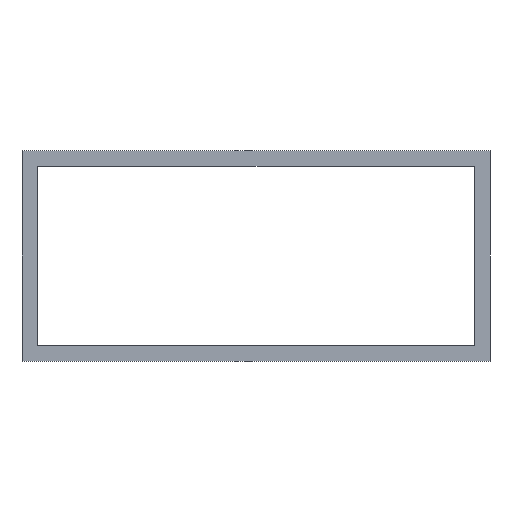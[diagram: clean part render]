
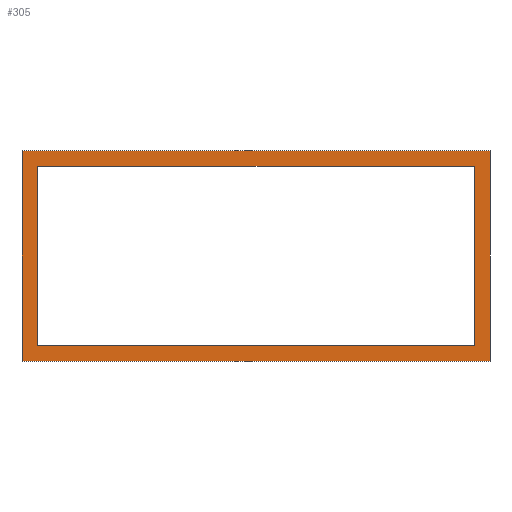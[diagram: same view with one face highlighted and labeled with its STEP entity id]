
A CAD part, front view. The second image highlights one B-rep face of the part: STEP entity #305.
In plain terms, the highlighted planar face has unit normal (0, -1, 0).
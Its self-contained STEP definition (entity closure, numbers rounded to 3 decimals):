
#1 = CARTESIAN_POINT ( 'NONE',  ( -78.9, -4.335, 0. ) ) ;
#6 = ORIENTED_EDGE ( 'NONE', *, *, #223, .F. ) ;
#7 = CARTESIAN_POINT ( 'NONE',  ( -58.9, -4.335, -250. ) ) ;
#10 = VECTOR ( 'NONE', #247, 1000. ) ;
#11 = EDGE_LOOP ( 'NONE', ( #6, #122, #30, #368 ) ) ;
#20 = ORIENTED_EDGE ( 'NONE', *, *, #403, .F. ) ;
#22 = CARTESIAN_POINT ( 'NONE',  ( 501.1, -4.335, -20. ) ) ;
#30 = ORIENTED_EDGE ( 'NONE', *, *, #429, .T. ) ;
#32 = CARTESIAN_POINT ( 'NONE',  ( -58.9, -4.335, -20. ) ) ;
#36 = VERTEX_POINT ( 'NONE', #388 ) ;
#39 = DIRECTION ( 'NONE',  ( 1., 0., 0. ) ) ;
#41 = LINE ( 'NONE', #291, #333 ) ;
#50 = EDGE_CURVE ( 'NONE', #353, #448, #424, .T. ) ;
#68 = CARTESIAN_POINT ( 'NONE',  ( 521.1, -4.335, -270. ) ) ;
#70 = VECTOR ( 'NONE', #406, 1000. ) ;
#72 = CARTESIAN_POINT ( 'NONE',  ( -78.9, -4.335, -270. ) ) ;
#75 = CARTESIAN_POINT ( 'NONE',  ( -78.9, -4.335, -270. ) ) ;
#103 = EDGE_CURVE ( 'NONE', #383, #414, #460, .T. ) ;
#104 = CARTESIAN_POINT ( 'NONE',  ( -58.9, -4.335, -20. ) ) ;
#107 = AXIS2_PLACEMENT_3D ( 'NONE', #434, #399, #219 ) ;
#116 = EDGE_CURVE ( 'NONE', #448, #319, #216, .T. ) ;
#122 = ORIENTED_EDGE ( 'NONE', *, *, #103, .F. ) ;
#125 = VECTOR ( 'NONE', #286, 1000. ) ;
#163 = DIRECTION ( 'NONE',  ( 0., 0., 1. ) ) ;
#169 = EDGE_CURVE ( 'NONE', #357, #36, #41, .T. ) ;
#186 = LINE ( 'NONE', #7, #373 ) ;
#188 = VERTEX_POINT ( 'NONE', #360 ) ;
#193 = VECTOR ( 'NONE', #227, 1000. ) ;
#195 = ORIENTED_EDGE ( 'NONE', *, *, #422, .F. ) ;
#208 = LINE ( 'NONE', #32, #70 ) ;
#216 = LINE ( 'NONE', #22, #478 ) ;
#219 = DIRECTION ( 'NONE',  ( 1., 0., 0. ) ) ;
#223 = EDGE_CURVE ( 'NONE', #414, #36, #363, .T. ) ;
#227 = DIRECTION ( 'NONE',  ( 1., 0., 0. ) ) ;
#247 = DIRECTION ( 'NONE',  ( 1., 0., 0. ) ) ;
#256 = CARTESIAN_POINT ( 'NONE',  ( 501.1, -4.335, -250. ) ) ;
#257 = PLANE ( 'NONE',  #107 ) ;
#260 = ORIENTED_EDGE ( 'NONE', *, *, #50, .F. ) ;
#282 = FACE_BOUND ( 'NONE', #451, .T. ) ;
#284 = CARTESIAN_POINT ( 'NONE',  ( 501.1, -4.335, -250. ) ) ;
#286 = DIRECTION ( 'NONE',  ( 0., 0., 1. ) ) ;
#291 = CARTESIAN_POINT ( 'NONE',  ( 521.1, -4.335, -270. ) ) ;
#305 = ADVANCED_FACE ( 'NONE', ( #282, #450 ), #257, .T. ) ;
#319 = VERTEX_POINT ( 'NONE', #104 ) ;
#327 = DIRECTION ( 'NONE',  ( 0., 0., 1. ) ) ;
#333 = VECTOR ( 'NONE', #327, 1000. ) ;
#352 = LINE ( 'NONE', #75, #193 ) ;
#353 = VERTEX_POINT ( 'NONE', #256 ) ;
#356 = DIRECTION ( 'NONE',  ( -1., 0., 0. ) ) ;
#357 = VERTEX_POINT ( 'NONE', #68 ) ;
#360 = CARTESIAN_POINT ( 'NONE',  ( -58.9, -4.335, -250. ) ) ;
#362 = ORIENTED_EDGE ( 'NONE', *, *, #116, .F. ) ;
#363 = LINE ( 'NONE', #469, #10 ) ;
#368 = ORIENTED_EDGE ( 'NONE', *, *, #169, .T. ) ;
#373 = VECTOR ( 'NONE', #39, 1000. ) ;
#382 = VECTOR ( 'NONE', #163, 1000. ) ;
#383 = VERTEX_POINT ( 'NONE', #72 ) ;
#388 = CARTESIAN_POINT ( 'NONE',  ( 521.1, -4.335, 0. ) ) ;
#399 = DIRECTION ( 'NONE',  ( 0., -1., 0. ) ) ;
#403 = EDGE_CURVE ( 'NONE', #188, #353, #186, .T. ) ;
#406 = DIRECTION ( 'NONE',  ( 0., 0., -1. ) ) ;
#409 = CARTESIAN_POINT ( 'NONE',  ( 501.1, -4.335, -20. ) ) ;
#414 = VERTEX_POINT ( 'NONE', #1 ) ;
#422 = EDGE_CURVE ( 'NONE', #319, #188, #208, .T. ) ;
#424 = LINE ( 'NONE', #284, #382 ) ;
#429 = EDGE_CURVE ( 'NONE', #383, #357, #352, .T. ) ;
#433 = CARTESIAN_POINT ( 'NONE',  ( -78.9, -4.335, -270. ) ) ;
#434 = CARTESIAN_POINT ( 'NONE',  ( -78.9, -4.335, -270. ) ) ;
#448 = VERTEX_POINT ( 'NONE', #409 ) ;
#450 = FACE_OUTER_BOUND ( 'NONE', #11, .T. ) ;
#451 = EDGE_LOOP ( 'NONE', ( #362, #260, #20, #195 ) ) ;
#460 = LINE ( 'NONE', #433, #125 ) ;
#469 = CARTESIAN_POINT ( 'NONE',  ( -78.9, -4.335, 0. ) ) ;
#478 = VECTOR ( 'NONE', #356, 1000. ) ;
